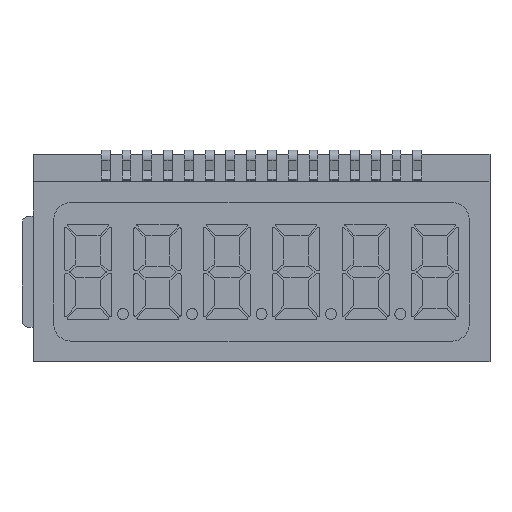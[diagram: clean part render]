
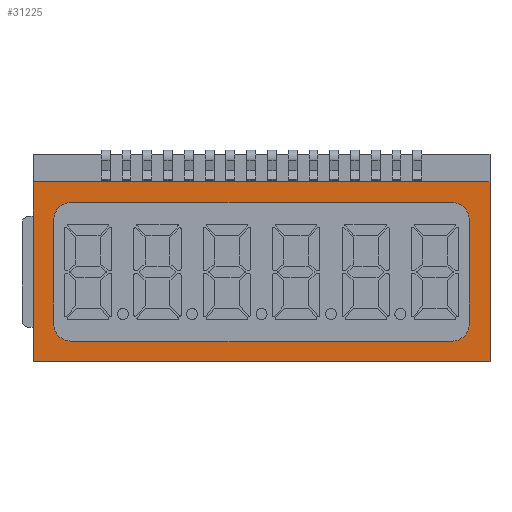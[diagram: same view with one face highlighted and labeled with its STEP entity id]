
A CAD part, top view. The second image highlights one B-rep face of the part: STEP entity #31225.
In plain terms, the highlighted planar face has unit normal (0, 0, 1).
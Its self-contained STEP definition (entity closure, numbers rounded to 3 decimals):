
#338 = CIRCLE ( 'NONE', #20382, 1.226 ) ;
#447 = EDGE_CURVE ( 'NONE', #22611, #10258, #11122, .T. ) ;
#689 = VERTEX_POINT ( 'NONE', #31614 ) ;
#859 = DIRECTION ( 'NONE',  ( 0., 1., 0. ) ) ;
#921 = EDGE_LOOP ( 'NONE', ( #2314, #2172, #28752, #32449, #3943, #978, #13954, #12414 ) ) ;
#978 = ORIENTED_EDGE ( 'NONE', *, *, #6067, .F. ) ;
#1490 = EDGE_CURVE ( 'NONE', #23180, #12815, #29128, .T. ) ;
#1904 = EDGE_CURVE ( 'NONE', #689, #4869, #24527, .T. ) ;
#2172 = ORIENTED_EDGE ( 'NONE', *, *, #30682, .F. ) ;
#2314 = ORIENTED_EDGE ( 'NONE', *, *, #22634, .F. ) ;
#2323 = CARTESIAN_POINT ( 'NONE',  ( 13.774, 3.774, 2.78 ) ) ;
#2625 = LINE ( 'NONE', #13377, #8861 ) ;
#2726 = CARTESIAN_POINT ( 'NONE',  ( -13.774, -5., 2.78 ) ) ;
#2806 = EDGE_LOOP ( 'NONE', ( #34268, #7951, #12544, #13794 ) ) ;
#2933 = DIRECTION ( 'NONE',  ( 0., 1., 0. ) ) ;
#3943 = ORIENTED_EDGE ( 'NONE', *, *, #447, .F. ) ;
#4080 = CIRCLE ( 'NONE', #29576, 1.226 ) ;
#4813 = FACE_OUTER_BOUND ( 'NONE', #2806, .T. ) ;
#4869 = VERTEX_POINT ( 'NONE', #17493 ) ;
#4975 = DIRECTION ( 'NONE',  ( 1., 0., 0. ) ) ;
#4991 = CARTESIAN_POINT ( 'NONE',  ( -15., -3.774, 2.78 ) ) ;
#6067 = EDGE_CURVE ( 'NONE', #19814, #22611, #338, .T. ) ;
#6218 = LINE ( 'NONE', #33085, #20304 ) ;
#6995 = CARTESIAN_POINT ( 'NONE',  ( -13.774, 5., 2.78 ) ) ;
#7169 = VECTOR ( 'NONE', #9224, 1000. ) ;
#7849 = CARTESIAN_POINT ( 'NONE',  ( 15., -3.774, 2.78 ) ) ;
#7951 = ORIENTED_EDGE ( 'NONE', *, *, #1904, .T. ) ;
#8183 = VERTEX_POINT ( 'NONE', #7849 ) ;
#8579 = CARTESIAN_POINT ( 'NONE',  ( 13.774, -3.774, 2.78 ) ) ;
#8861 = VECTOR ( 'NONE', #2933, 1000. ) ;
#9224 = DIRECTION ( 'NONE',  ( 1., 0., 0. ) ) ;
#9490 = DIRECTION ( 'NONE',  ( 1., 0., 0. ) ) ;
#9643 = DIRECTION ( 'NONE',  ( 0., 0., 1. ) ) ;
#10258 = VERTEX_POINT ( 'NONE', #4991 ) ;
#10449 = VECTOR ( 'NONE', #22514, 1000. ) ;
#10533 = VECTOR ( 'NONE', #9490, 1000. ) ;
#10782 = VECTOR ( 'NONE', #33447, 1000. ) ;
#11122 = LINE ( 'NONE', #12095, #31378 ) ;
#11221 = DIRECTION ( 'NONE',  ( 1., 0., 0. ) ) ;
#11448 = AXIS2_PLACEMENT_3D ( 'NONE', #2323, #20837, #4975 ) ;
#11471 = VECTOR ( 'NONE', #859, 1000. ) ;
#11875 = FACE_BOUND ( 'NONE', #921, .T. ) ;
#12095 = CARTESIAN_POINT ( 'NONE',  ( -15., 3.774, 2.78 ) ) ;
#12414 = ORIENTED_EDGE ( 'NONE', *, *, #1490, .F. ) ;
#12544 = ORIENTED_EDGE ( 'NONE', *, *, #14596, .T. ) ;
#12567 = EDGE_CURVE ( 'NONE', #31355, #20990, #24606, .T. ) ;
#12815 = VERTEX_POINT ( 'NONE', #13820 ) ;
#12885 = CARTESIAN_POINT ( 'NONE',  ( -13.774, 3.774, 2.78 ) ) ;
#13377 = CARTESIAN_POINT ( 'NONE',  ( 16.5, 6.5, 2.78 ) ) ;
#13566 = EDGE_CURVE ( 'NONE', #22994, #23121, #14229, .T. ) ;
#13618 = CARTESIAN_POINT ( 'NONE',  ( 15., 3.774, 2.78 ) ) ;
#13641 = DIRECTION ( 'NONE',  ( 0., 0., 1. ) ) ;
#13794 = ORIENTED_EDGE ( 'NONE', *, *, #13566, .T. ) ;
#13820 = CARTESIAN_POINT ( 'NONE',  ( 13.774, 5., 2.78 ) ) ;
#13954 = ORIENTED_EDGE ( 'NONE', *, *, #30312, .F. ) ;
#13998 = CARTESIAN_POINT ( 'NONE',  ( 13.774, -5., 2.78 ) ) ;
#14229 = LINE ( 'NONE', #22383, #7169 ) ;
#14596 = EDGE_CURVE ( 'NONE', #4869, #22994, #6218, .T. ) ;
#14788 = LINE ( 'NONE', #19443, #11471 ) ;
#15529 = DIRECTION ( 'NONE',  ( 1., 0., 0. ) ) ;
#16683 = CARTESIAN_POINT ( 'NONE',  ( -15., 3.774, 2.78 ) ) ;
#17267 = DIRECTION ( 'NONE',  ( 0., -1., 0. ) ) ;
#17493 = CARTESIAN_POINT ( 'NONE',  ( -16.5, 6.5, 2.78 ) ) ;
#17604 = CARTESIAN_POINT ( 'NONE',  ( -13.774, 5., 2.78 ) ) ;
#17876 = CARTESIAN_POINT ( 'NONE',  ( -16.5, -6.5, 2.78 ) ) ;
#18597 = CARTESIAN_POINT ( 'NONE',  ( 16.5, -6.5, 2.78 ) ) ;
#19443 = CARTESIAN_POINT ( 'NONE',  ( 15., 3.774, 2.78 ) ) ;
#19814 = VERTEX_POINT ( 'NONE', #6995 ) ;
#19905 = CARTESIAN_POINT ( 'NONE',  ( -16.5, 6.5, 2.78 ) ) ;
#20082 = EDGE_CURVE ( 'NONE', #23121, #689, #2625, .T. ) ;
#20304 = VECTOR ( 'NONE', #17267, 1000. ) ;
#20382 = AXIS2_PLACEMENT_3D ( 'NONE', #12885, #31357, #15529 ) ;
#20837 = DIRECTION ( 'NONE',  ( 0., 0., 1. ) ) ;
#20990 = VERTEX_POINT ( 'NONE', #13998 ) ;
#21672 = EDGE_CURVE ( 'NONE', #10258, #31355, #33573, .T. ) ;
#22383 = CARTESIAN_POINT ( 'NONE',  ( -16.5, -6.5, 2.78 ) ) ;
#22514 = DIRECTION ( 'NONE',  ( -1., 0., 0. ) ) ;
#22611 = VERTEX_POINT ( 'NONE', #16683 ) ;
#22634 = EDGE_CURVE ( 'NONE', #8183, #23180, #14788, .T. ) ;
#22994 = VERTEX_POINT ( 'NONE', #17876 ) ;
#23121 = VERTEX_POINT ( 'NONE', #18597 ) ;
#23180 = VERTEX_POINT ( 'NONE', #13618 ) ;
#24146 = CARTESIAN_POINT ( 'NONE',  ( 0., 0., 2.78 ) ) ;
#24527 = LINE ( 'NONE', #19905, #10449 ) ;
#24606 = LINE ( 'NONE', #25311, #10533 ) ;
#25130 = AXIS2_PLACEMENT_3D ( 'NONE', #24146, #13641, #32112 ) ;
#25311 = CARTESIAN_POINT ( 'NONE',  ( -13.774, -5., 2.78 ) ) ;
#25463 = CARTESIAN_POINT ( 'NONE',  ( -13.774, -3.774, 2.78 ) ) ;
#25664 = LINE ( 'NONE', #17604, #10782 ) ;
#26800 = PLANE ( 'NONE',  #25130 ) ;
#27061 = DIRECTION ( 'NONE',  ( 0., 0., 1. ) ) ;
#27926 = DIRECTION ( 'NONE',  ( 0., -1., 0. ) ) ;
#28135 = DIRECTION ( 'NONE',  ( -1., 0., 0. ) ) ;
#28752 = ORIENTED_EDGE ( 'NONE', *, *, #12567, .F. ) ;
#29128 = CIRCLE ( 'NONE', #11448, 1.226 ) ;
#29576 = AXIS2_PLACEMENT_3D ( 'NONE', #8579, #27061, #11221 ) ;
#30312 = EDGE_CURVE ( 'NONE', #12815, #19814, #25664, .T. ) ;
#30682 = EDGE_CURVE ( 'NONE', #20990, #8183, #4080, .T. ) ;
#31059 = AXIS2_PLACEMENT_3D ( 'NONE', #25463, #9643, #28135 ) ;
#31225 = ADVANCED_FACE ( 'NONE', ( #4813, #11875 ), #26800, .T. ) ;
#31355 = VERTEX_POINT ( 'NONE', #2726 ) ;
#31357 = DIRECTION ( 'NONE',  ( 0., 0., 1. ) ) ;
#31378 = VECTOR ( 'NONE', #27926, 1000. ) ;
#31614 = CARTESIAN_POINT ( 'NONE',  ( 16.5, 6.5, 2.78 ) ) ;
#32112 = DIRECTION ( 'NONE',  ( 1., 0., 0. ) ) ;
#32449 = ORIENTED_EDGE ( 'NONE', *, *, #21672, .F. ) ;
#33085 = CARTESIAN_POINT ( 'NONE',  ( -16.5, 6.5, 2.78 ) ) ;
#33447 = DIRECTION ( 'NONE',  ( -1., 0., 0. ) ) ;
#33573 = CIRCLE ( 'NONE', #31059, 1.226 ) ;
#34268 = ORIENTED_EDGE ( 'NONE', *, *, #20082, .T. ) ;
